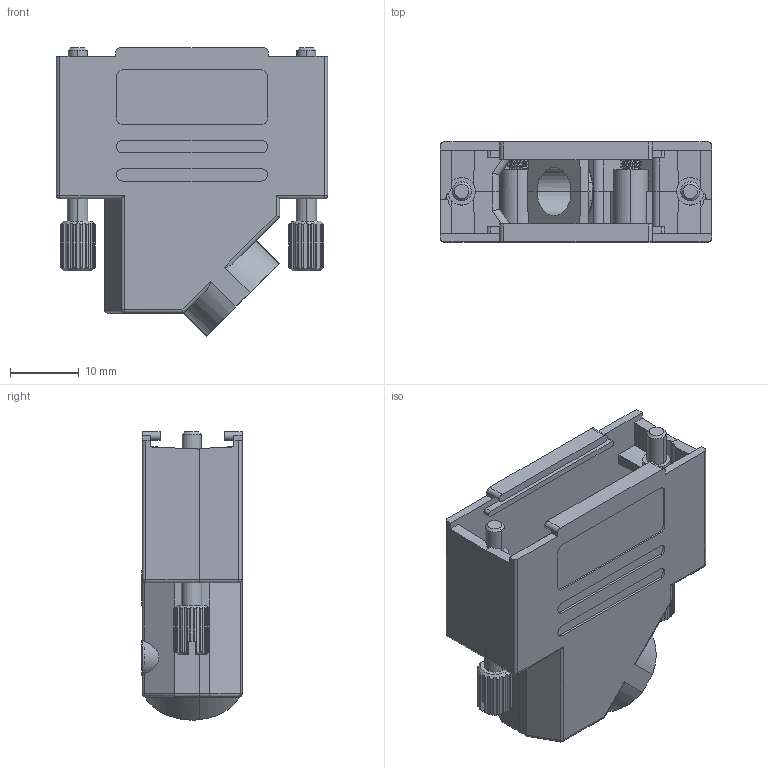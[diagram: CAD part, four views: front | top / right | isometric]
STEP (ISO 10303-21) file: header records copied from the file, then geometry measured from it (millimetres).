
FILE_DESCRIPTION (( 'STEP AP214' ), '1' );
FILE_NAME ('6688-9681.STEP', '2022-06-17T12:47:17', ( '' ), ( '' ), 'SwSTEP 2.0', 'SolidWorks 2021', '' );
FILE_SCHEMA (( 'AUTOMOTIVE_DESIGN' ));
Length unit declared in the file: millimetre
Products named in the file (6): 6688-9681; 6522-0121-05 (7mm); 6826-0141-01; 6805-0106-12; 6855-0117-15; 6805-0106-02
Assembly tree (8 placements, depth 2):
  6688-9681
    6805-0106-12
    6805-0106-02
    6826-0141-01  x2
    6855-0117-15  x2
    6522-0121-05 (7mm)  x2
Bounding box: 39.5 x 14.6 x 42 mm (x, y, z)
Volume: 6975.9 mm3; surface area: 11773 mm2
Topology: 8 solids, 8 shells, 831 faces, 2293 edges, 1498 vertices
Faces by surface type: plane 454, cylinder 298, cone 47, bspline 15, torus 11, sphere 6
Entity records: 21925 total; most frequent: CARTESIAN_POINT 7117, ORIENTED_EDGE 3224, DIRECTION 2879, EDGE_CURVE 1612, VERTEX_POINT 1053, AXIS2_PLACEMENT_3D 965, LINE 949, VECTOR 949
